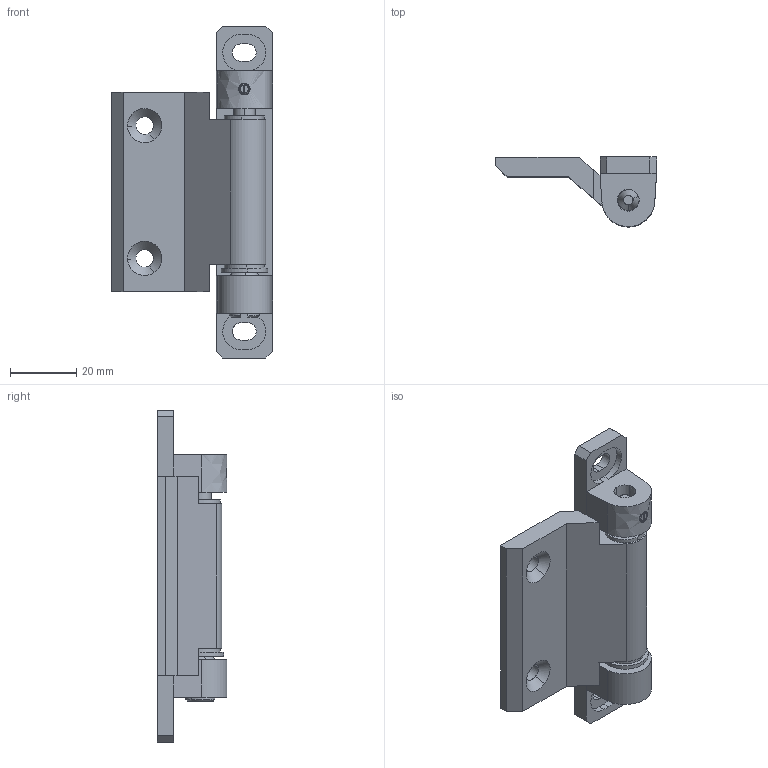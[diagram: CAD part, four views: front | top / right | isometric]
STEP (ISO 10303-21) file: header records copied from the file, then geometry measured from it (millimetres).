
FILE_DESCRIPTION((''),'2;1');
FILE_NAME('','2006-11-07T16:04:08',(''),(''),'','CADfix','');
FILE_SCHEMA(('AUTOMOTIVE_DESIGN'));
Length unit declared in the file: millimetre
Products named in the file (7): washer_B; washer_A; shaft; screw; hinge pieces_B; hinge pieces_A; TEH_1054_U33_01_3190_36
Assembly tree (7 placements, depth 2):
  TEH_1054_U33_01_3190_36
    washer_B  x2
    washer_A
    shaft
    screw
    hinge pieces_B
    hinge pieces_A
Bounding box: 48.5 x 21 x 100 mm (x, y, z)
Volume: 27836.8 mm3; surface area: 17956.3 mm2
Topology: 7 solids, 7 shells, 136 faces, 419 edges, 301 vertices
Faces by surface type: bspline 136
Entity records: 4871 total; most frequent: CARTESIAN_POINT 2536, ORIENTED_EDGE 764, EDGE_CURVE 382, VERTEX_POINT 272, QUASI_UNIFORM_CURVE 204, EDGE_LOOP 148, FACE_OUTER_BOUND 125, ADVANCED_FACE 125
